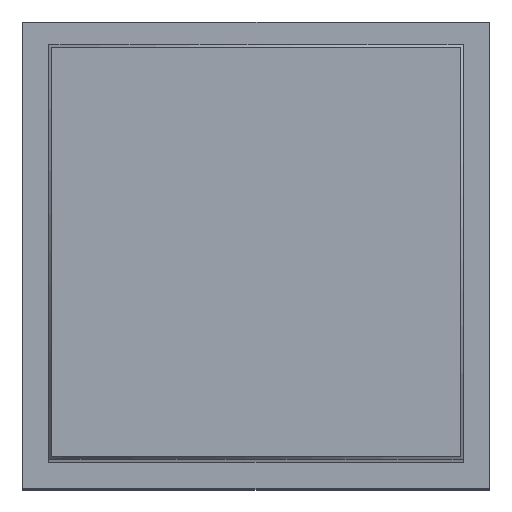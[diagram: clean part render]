
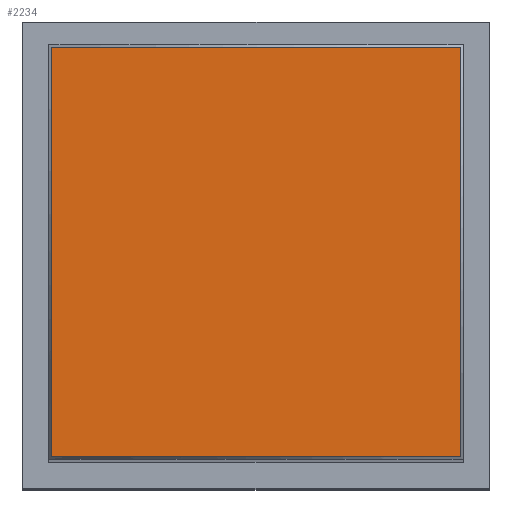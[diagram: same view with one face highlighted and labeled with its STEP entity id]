
A CAD part, top view. The second image highlights one B-rep face of the part: STEP entity #2234.
In plain terms, the highlighted planar face has unit normal (0, 0, 1).
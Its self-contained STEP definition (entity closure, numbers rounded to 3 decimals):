
#179 = ORIENTED_EDGE ( 'NONE', *, *, #2766, .T. ) ;
#203 = VERTEX_POINT ( 'NONE', #9319 ) ;
#328 = LINE ( 'NONE', #6592, #9225 ) ;
#931 = CARTESIAN_POINT ( 'NONE',  ( -3.95, 3.95, 3. ) ) ;
#1322 = EDGE_CURVE ( 'NONE', #10873, #5952, #8774, .T. ) ;
#1542 = VECTOR ( 'NONE', #6571, 1000. ) ;
#1654 = ORIENTED_EDGE ( 'NONE', *, *, #1322, .T. ) ;
#2234 = ADVANCED_FACE ( 'NONE', ( #7943 ), #5572, .T. ) ;
#2633 = ORIENTED_EDGE ( 'NONE', *, *, #9198, .T. ) ;
#2766 = EDGE_CURVE ( 'NONE', #5952, #203, #6598, .T. ) ;
#3774 = VERTEX_POINT ( 'NONE', #7844 ) ;
#5331 = EDGE_LOOP ( 'NONE', ( #2633, #1654, #179, #6581 ) ) ;
#5572 = PLANE ( 'NONE',  #7040 ) ;
#5744 = DIRECTION ( 'NONE',  ( 0., 0., 1. ) ) ;
#5952 = VERTEX_POINT ( 'NONE', #10580 ) ;
#6078 = DIRECTION ( 'NONE',  ( -1., 0., 0. ) ) ;
#6317 = VECTOR ( 'NONE', #7744, 1000. ) ;
#6480 = VECTOR ( 'NONE', #6078, 1000. ) ;
#6571 = DIRECTION ( 'NONE',  ( 1., 0., 0. ) ) ;
#6581 = ORIENTED_EDGE ( 'NONE', *, *, #9410, .T. ) ;
#6592 = CARTESIAN_POINT ( 'NONE',  ( 3.95, 3.95, 3. ) ) ;
#6598 = LINE ( 'NONE', #931, #6317 ) ;
#7040 = AXIS2_PLACEMENT_3D ( 'NONE', #7279, #5744, #9113 ) ;
#7279 = CARTESIAN_POINT ( 'NONE',  ( 0., 0., 3. ) ) ;
#7358 = CARTESIAN_POINT ( 'NONE',  ( -3.95, -3.95, 3. ) ) ;
#7744 = DIRECTION ( 'NONE',  ( 0., -1., 0. ) ) ;
#7844 = CARTESIAN_POINT ( 'NONE',  ( 3.95, -3.95, 3. ) ) ;
#7943 = FACE_OUTER_BOUND ( 'NONE', #5331, .T. ) ;
#8137 = LINE ( 'NONE', #7358, #1542 ) ;
#8766 = CARTESIAN_POINT ( 'NONE',  ( -3.95, 3.95, 3. ) ) ;
#8774 = LINE ( 'NONE', #8766, #6480 ) ;
#9113 = DIRECTION ( 'NONE',  ( 1., 0., 0. ) ) ;
#9198 = EDGE_CURVE ( 'NONE', #3774, #10873, #328, .T. ) ;
#9225 = VECTOR ( 'NONE', #9991, 1000. ) ;
#9319 = CARTESIAN_POINT ( 'NONE',  ( -3.95, -3.95, 3. ) ) ;
#9410 = EDGE_CURVE ( 'NONE', #203, #3774, #8137, .T. ) ;
#9709 = CARTESIAN_POINT ( 'NONE',  ( 3.95, 3.95, 3. ) ) ;
#9991 = DIRECTION ( 'NONE',  ( 0., 1., 0. ) ) ;
#10580 = CARTESIAN_POINT ( 'NONE',  ( -3.95, 3.95, 3. ) ) ;
#10873 = VERTEX_POINT ( 'NONE', #9709 ) ;
